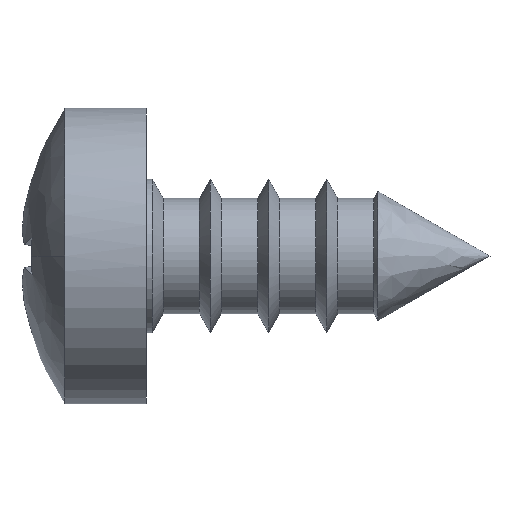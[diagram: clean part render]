
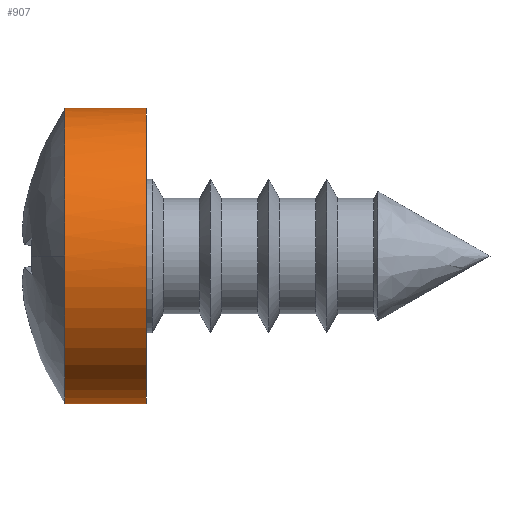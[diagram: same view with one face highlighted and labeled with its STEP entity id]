
A CAD part, front view. The second image highlights one B-rep face of the part: STEP entity #907.
In plain terms, the highlighted free-form (B-spline) face has degree [2, 1] with [5, 2] control points.
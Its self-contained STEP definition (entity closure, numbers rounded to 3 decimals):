
#478 = VERTEX_POINT('',#479);
#479 = CARTESIAN_POINT('',(0.,0.,2.901));
#480 = VERTEX_POINT('',#481);
#481 = CARTESIAN_POINT('',(0.,0.,-2.901));
#489 = EDGE_CURVE('',#480,#490,#492,.T.);
#490 = VERTEX_POINT('',#491);
#491 = CARTESIAN_POINT('',(-1.598,0.,
    -2.901));
#492 = B_SPLINE_CURVE_WITH_KNOTS('',1,(#493,#494),.UNSPECIFIED.,.F.,.F.,
  (2,2),(0.,1.542),.PIECEWISE_BEZIER_KNOTS.);
#493 = CARTESIAN_POINT('',(0.,0.,-2.901));
#494 = CARTESIAN_POINT('',(-1.598,0.,
    -2.901));
#505 = VERTEX_POINT('',#506);
#506 = CARTESIAN_POINT('',(-1.598,0.,2.901));
#512 = EDGE_CURVE('',#478,#505,#513,.T.);
#513 = B_SPLINE_CURVE_WITH_KNOTS('',1,(#514,#515),.UNSPECIFIED.,.F.,.F.,
  (2,2),(-0.,1.542),.PIECEWISE_BEZIER_KNOTS.);
#514 = CARTESIAN_POINT('',(0.,0.,2.901));
#515 = CARTESIAN_POINT('',(-1.598,0.,2.901));
#595 = EDGE_CURVE('',#490,#596,#598,.T.);
#596 = VERTEX_POINT('',#597);
#597 = CARTESIAN_POINT('',(-1.598,-2.901,
    0.));
#598 = ( BOUNDED_CURVE() B_SPLINE_CURVE(2,(#599,#600,#601),
.UNSPECIFIED.,.F.,.F.) B_SPLINE_CURVE_WITH_KNOTS((3,3),(3.142,
4.712),.PIECEWISE_BEZIER_KNOTS.) CURVE() 
GEOMETRIC_REPRESENTATION_ITEM() RATIONAL_B_SPLINE_CURVE((1.,
0.707,1.)) REPRESENTATION_ITEM('') );
#599 = CARTESIAN_POINT('',(-1.598,0.,
    -2.901));
#600 = CARTESIAN_POINT('',(-1.598,-2.901,
    -2.901));
#601 = CARTESIAN_POINT('',(-1.598,-2.901,
    0.));
#719 = EDGE_CURVE('',#596,#505,#720,.T.);
#720 = ( BOUNDED_CURVE() B_SPLINE_CURVE(2,(#721,#722,#723),
.UNSPECIFIED.,.F.,.F.) B_SPLINE_CURVE_WITH_KNOTS((3,3),(4.712,
6.283),.PIECEWISE_BEZIER_KNOTS.) CURVE() 
GEOMETRIC_REPRESENTATION_ITEM() RATIONAL_B_SPLINE_CURVE((1.,
0.707,1.)) REPRESENTATION_ITEM('') );
#721 = CARTESIAN_POINT('',(-1.598,-2.901,
    0.));
#722 = CARTESIAN_POINT('',(-1.598,-2.901,
    2.901));
#723 = CARTESIAN_POINT('',(-1.598,0.,
    2.901));
#891 = EDGE_CURVE('',#480,#478,#892,.T.);
#892 = ( BOUNDED_CURVE() B_SPLINE_CURVE(2,(#893,#894,#895,#896,#897),
.UNSPECIFIED.,.F.,.F.) B_SPLINE_CURVE_WITH_KNOTS((3,2,3),(3.142,
4.712,6.283),.PIECEWISE_BEZIER_KNOTS.) CURVE() 
GEOMETRIC_REPRESENTATION_ITEM() RATIONAL_B_SPLINE_CURVE((1.,
0.707,1.,0.707,1.)) REPRESENTATION_ITEM('') );
#893 = CARTESIAN_POINT('',(0.,0.,-2.901));
#894 = CARTESIAN_POINT('',(0.,-2.901,-2.901));
#895 = CARTESIAN_POINT('',(0.,-2.901,0.));
#896 = CARTESIAN_POINT('',(0.,-2.901,2.901));
#897 = CARTESIAN_POINT('',(0.,0.,2.901));
#907 = ADVANCED_FACE('',(#908),#915,.T.);
#908 = FACE_BOUND('',#909,.T.);
#909 = EDGE_LOOP('',(#910,#911,#912,#913,#914));
#910 = ORIENTED_EDGE('',*,*,#489,.F.);
#911 = ORIENTED_EDGE('',*,*,#891,.T.);
#912 = ORIENTED_EDGE('',*,*,#512,.T.);
#913 = ORIENTED_EDGE('',*,*,#719,.F.);
#914 = ORIENTED_EDGE('',*,*,#595,.F.);
#915 = ( BOUNDED_SURFACE() B_SPLINE_SURFACE(2,1,(
    (#916,#917)
    ,(#918,#919)
    ,(#920,#921)
    ,(#922,#923)
,(#924,#925
    )),.UNSPECIFIED.,.F.,.F.,.F.) B_SPLINE_SURFACE_WITH_KNOTS((3,2,3),(2
    ,2),(3.142,4.712,6.283),(0.,1.542)
,.PIECEWISE_BEZIER_KNOTS.) GEOMETRIC_REPRESENTATION_ITEM() 
RATIONAL_B_SPLINE_SURFACE((
    (1.,1.)
    ,(0.707,0.707)
    ,(1.,1.)
    ,(0.707,0.707)
,(1.,1.))) REPRESENTATION_ITEM('') SURFACE() );
#916 = CARTESIAN_POINT('',(0.,0.,-2.901));
#917 = CARTESIAN_POINT('',(-1.598,0.,
    -2.901));
#918 = CARTESIAN_POINT('',(0.,-2.901,-2.901));
#919 = CARTESIAN_POINT('',(-1.598,-2.901,
    -2.901));
#920 = CARTESIAN_POINT('',(0.,-2.901,0.));
#921 = CARTESIAN_POINT('',(-1.598,-2.901,
    0.));
#922 = CARTESIAN_POINT('',(0.,-2.901,2.901));
#923 = CARTESIAN_POINT('',(-1.598,-2.901,
    2.901));
#924 = CARTESIAN_POINT('',(0.,0.,2.901));
#925 = CARTESIAN_POINT('',(-1.598,0.,
    2.901));
